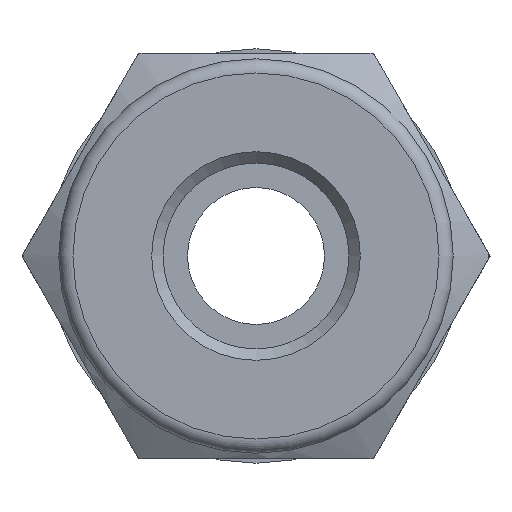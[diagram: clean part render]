
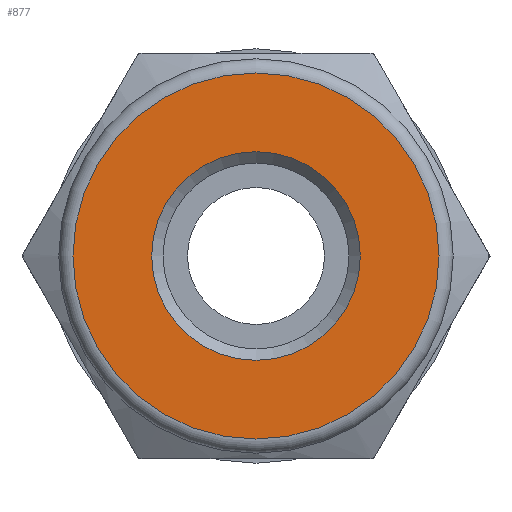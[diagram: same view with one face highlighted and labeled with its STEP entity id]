
A CAD part, left-side view. The second image highlights one B-rep face of the part: STEP entity #877.
In plain terms, the highlighted planar face has unit normal (-1, 0, 0).
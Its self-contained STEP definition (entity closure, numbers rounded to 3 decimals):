
#18=FACE_BOUND('',#196,.T.);
#66=CIRCLE('',#973,3.675);
#67=CIRCLE('',#975,6.45);
#138=FACE_OUTER_BOUND('',#195,.T.);
#195=EDGE_LOOP('',(#655));
#196=EDGE_LOOP('',(#656));
#391=VERTEX_POINT('',#1462);
#392=VERTEX_POINT('',#1466);
#491=EDGE_CURVE('',#391,#391,#66,.T.);
#492=EDGE_CURVE('',#392,#392,#67,.T.);
#655=ORIENTED_EDGE('',*,*,#492,.F.);
#656=ORIENTED_EDGE('',*,*,#491,.T.);
#848=PLANE('',#974);
#877=ADVANCED_FACE('',(#138,#18),#848,.T.);
#973=AXIS2_PLACEMENT_3D('',#1464,#1147,#1148);
#974=AXIS2_PLACEMENT_3D('',#1465,#1149,#1150);
#975=AXIS2_PLACEMENT_3D('',#1467,#1151,#1152);
#1147=DIRECTION('center_axis',(1.,0.,0.));
#1148=DIRECTION('ref_axis',(0.,0.,-1.));
#1149=DIRECTION('center_axis',(-1.,0.,0.));
#1150=DIRECTION('ref_axis',(0.,0.,1.));
#1151=DIRECTION('center_axis',(1.,0.,0.));
#1152=DIRECTION('ref_axis',(0.,0.,-1.));
#1462=CARTESIAN_POINT('',(0.005,-3.675,0.));
#1464=CARTESIAN_POINT('Origin',(0.005,0.,
0.));
#1465=CARTESIAN_POINT('Origin',(0.005,6.45,0.));
#1466=CARTESIAN_POINT('',(0.005,0.,6.45));
#1467=CARTESIAN_POINT('Origin',(0.005,0.,
0.));
